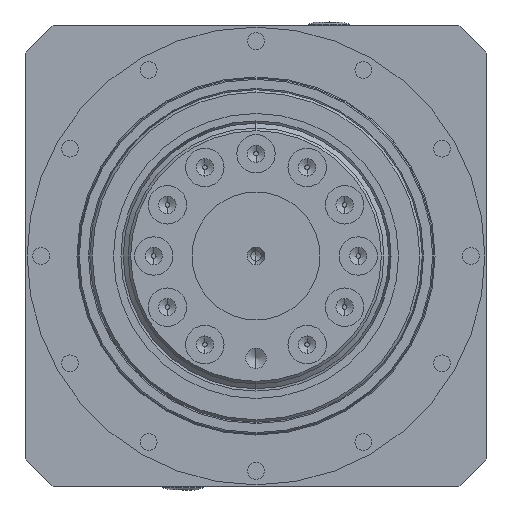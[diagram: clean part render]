
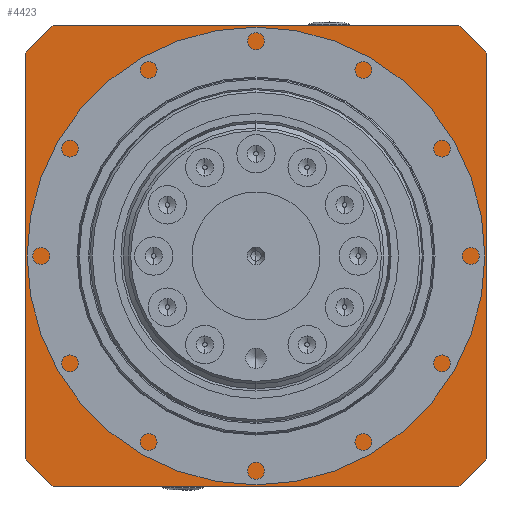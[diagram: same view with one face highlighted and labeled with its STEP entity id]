
A CAD part, left-side view. The second image highlights one B-rep face of the part: STEP entity #4423.
In plain terms, the highlighted planar face has unit normal (-1, 0, 0).
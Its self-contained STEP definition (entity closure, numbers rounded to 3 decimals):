
#423 = DIRECTION ( 'NONE',  ( 1., 0., 0. ) ) ;
#468 = VERTEX_POINT ( 'NONE', #19909 ) ;
#471 = CARTESIAN_POINT ( 'NONE',  ( 50.5, 0., -65. ) ) ;
#623 = LINE ( 'NONE', #6230, #9302 ) ;
#660 = LINE ( 'NONE', #9783, #14074 ) ;
#666 = DIRECTION ( 'NONE',  ( 1., 0., 0. ) ) ;
#837 = AXIS2_PLACEMENT_3D ( 'NONE', #7487, #8860, #7338 ) ;
#934 = LINE ( 'NONE', #14285, #4351 ) ;
#1103 = EDGE_LOOP ( 'NONE', ( #7471, #16883 ) ) ;
#1147 = CARTESIAN_POINT ( 'NONE',  ( 50.5, -79.373, 90. ) ) ;
#1150 = VERTEX_POINT ( 'NONE', #471 ) ;
#1188 = DIRECTION ( 'NONE',  ( 0., 0., 1. ) ) ;
#1215 = VERTEX_POINT ( 'NONE', #6411 ) ;
#1707 = CIRCLE ( 'NONE', #3698, 65. ) ;
#2184 = DIRECTION ( 'NONE',  ( 0., 0., -1. ) ) ;
#2509 = PLANE ( 'NONE',  #8863 ) ;
#3279 = EDGE_CURVE ( 'NONE', #5781, #18962, #4311, .T. ) ;
#3478 = EDGE_CURVE ( 'NONE', #20038, #19230, #623, .T. ) ;
#3698 = AXIS2_PLACEMENT_3D ( 'NONE', #18068, #666, #5458 ) ;
#3772 = ORIENTED_EDGE ( 'NONE', *, *, #13633, .T. ) ;
#3804 = LINE ( 'NONE', #11522, #12206 ) ;
#3841 = CIRCLE ( 'NONE', #5286, 120. ) ;
#4232 = EDGE_CURVE ( 'NONE', #1150, #7819, #1707, .T. ) ;
#4307 = ORIENTED_EDGE ( 'NONE', *, *, #3279, .F. ) ;
#4311 = CIRCLE ( 'NONE', #837, 120. ) ;
#4351 = VECTOR ( 'NONE', #2184, 1000. ) ;
#4423 = ADVANCED_FACE ( 'NONE', ( #21399, #15865 ), #2509, .F. ) ;
#4788 = CARTESIAN_POINT ( 'NONE',  ( 50.5, 90., -79.373 ) ) ;
#4925 = DIRECTION ( 'NONE',  ( 0., 0., 1. ) ) ;
#5194 = AXIS2_PLACEMENT_3D ( 'NONE', #21324, #11243, #1188 ) ;
#5286 = AXIS2_PLACEMENT_3D ( 'NONE', #16699, #6650, #18380 ) ;
#5458 = DIRECTION ( 'NONE',  ( 0., 0., 1. ) ) ;
#5757 = VERTEX_POINT ( 'NONE', #14523 ) ;
#5781 = VERTEX_POINT ( 'NONE', #1147 ) ;
#6062 = EDGE_CURVE ( 'NONE', #20038, #16804, #21578, .T. ) ;
#6230 = CARTESIAN_POINT ( 'NONE',  ( 50.5, 87.617, -90. ) ) ;
#6411 = CARTESIAN_POINT ( 'NONE',  ( 50.5, -90., -79.373 ) ) ;
#6439 = CARTESIAN_POINT ( 'NONE',  ( 50.5, 0., 0. ) ) ;
#6650 = DIRECTION ( 'NONE',  ( 1., 0., 0. ) ) ;
#7037 = CIRCLE ( 'NONE', #9366, 120. ) ;
#7338 = DIRECTION ( 'NONE',  ( 0., 0., 1. ) ) ;
#7398 = EDGE_CURVE ( 'NONE', #1215, #18962, #3804, .T. ) ;
#7471 = ORIENTED_EDGE ( 'NONE', *, *, #11806, .T. ) ;
#7487 = CARTESIAN_POINT ( 'NONE',  ( 50.5, 0., 0. ) ) ;
#7532 = EDGE_LOOP ( 'NONE', ( #11874, #17624, #10064, #18859, #14797, #8981, #4307, #3772 ) ) ;
#7819 = VERTEX_POINT ( 'NONE', #19706 ) ;
#8108 = DIRECTION ( 'NONE',  ( 0., 0., 1. ) ) ;
#8860 = DIRECTION ( 'NONE',  ( 1., 0., 0. ) ) ;
#8863 = AXIS2_PLACEMENT_3D ( 'NONE', #16757, #20306, #9020 ) ;
#8981 = ORIENTED_EDGE ( 'NONE', *, *, #7398, .T. ) ;
#9020 = DIRECTION ( 'NONE',  ( 0., 0., 1. ) ) ;
#9302 = VECTOR ( 'NONE', #20789, 1000. ) ;
#9366 = AXIS2_PLACEMENT_3D ( 'NONE', #6439, #18165, #8108 ) ;
#9783 = CARTESIAN_POINT ( 'NONE',  ( 50.5, -87.617, 90. ) ) ;
#10064 = ORIENTED_EDGE ( 'NONE', *, *, #6062, .F. ) ;
#10451 = CARTESIAN_POINT ( 'NONE',  ( 50.5, 0., 0. ) ) ;
#11243 = DIRECTION ( 'NONE',  ( 1., 0., 0. ) ) ;
#11441 = CARTESIAN_POINT ( 'NONE',  ( 50.5, 79.373, -90. ) ) ;
#11468 = EDGE_CURVE ( 'NONE', #1215, #19230, #7037, .T. ) ;
#11522 = CARTESIAN_POINT ( 'NONE',  ( 50.5, -90., -87.617 ) ) ;
#11806 = EDGE_CURVE ( 'NONE', #7819, #1150, #15173, .T. ) ;
#11874 = ORIENTED_EDGE ( 'NONE', *, *, #16340, .F. ) ;
#11972 = CARTESIAN_POINT ( 'NONE',  ( 50.5, -90., 79.373 ) ) ;
#12012 = CARTESIAN_POINT ( 'NONE',  ( 50.5, -79.373, -90. ) ) ;
#12177 = DIRECTION ( 'NONE',  ( 0., 0., 1. ) ) ;
#12206 = VECTOR ( 'NONE', #4925, 1000. ) ;
#13435 = EDGE_CURVE ( 'NONE', #5757, #16804, #934, .T. ) ;
#13633 = EDGE_CURVE ( 'NONE', #5781, #468, #660, .T. ) ;
#14074 = VECTOR ( 'NONE', #19848, 1000. ) ;
#14285 = CARTESIAN_POINT ( 'NONE',  ( 50.5, 90., 87.617 ) ) ;
#14523 = CARTESIAN_POINT ( 'NONE',  ( 50.5, 90., 79.373 ) ) ;
#14797 = ORIENTED_EDGE ( 'NONE', *, *, #11468, .F. ) ;
#15173 = CIRCLE ( 'NONE', #5194, 65. ) ;
#15865 = FACE_BOUND ( 'NONE', #1103, .T. ) ;
#16247 = AXIS2_PLACEMENT_3D ( 'NONE', #10451, #423, #12177 ) ;
#16340 = EDGE_CURVE ( 'NONE', #5757, #468, #3841, .T. ) ;
#16699 = CARTESIAN_POINT ( 'NONE',  ( 50.5, 0., 0. ) ) ;
#16757 = CARTESIAN_POINT ( 'NONE',  ( 50.5, -120., 0. ) ) ;
#16804 = VERTEX_POINT ( 'NONE', #4788 ) ;
#16883 = ORIENTED_EDGE ( 'NONE', *, *, #4232, .T. ) ;
#17624 = ORIENTED_EDGE ( 'NONE', *, *, #13435, .T. ) ;
#18068 = CARTESIAN_POINT ( 'NONE',  ( 50.5, 0., 0. ) ) ;
#18165 = DIRECTION ( 'NONE',  ( 1., 0., 0. ) ) ;
#18380 = DIRECTION ( 'NONE',  ( 0., 0., 1. ) ) ;
#18859 = ORIENTED_EDGE ( 'NONE', *, *, #3478, .T. ) ;
#18962 = VERTEX_POINT ( 'NONE', #11972 ) ;
#19230 = VERTEX_POINT ( 'NONE', #12012 ) ;
#19706 = CARTESIAN_POINT ( 'NONE',  ( 50.5, 0., 65. ) ) ;
#19848 = DIRECTION ( 'NONE',  ( 0., 1., 0. ) ) ;
#19909 = CARTESIAN_POINT ( 'NONE',  ( 50.5, 79.373, 90. ) ) ;
#20038 = VERTEX_POINT ( 'NONE', #11441 ) ;
#20306 = DIRECTION ( 'NONE',  ( 1., 0., 0. ) ) ;
#20789 = DIRECTION ( 'NONE',  ( 0., -1., 0. ) ) ;
#21324 = CARTESIAN_POINT ( 'NONE',  ( 50.5, 0., 0. ) ) ;
#21399 = FACE_OUTER_BOUND ( 'NONE', #7532, .T. ) ;
#21578 = CIRCLE ( 'NONE', #16247, 120. ) ;
